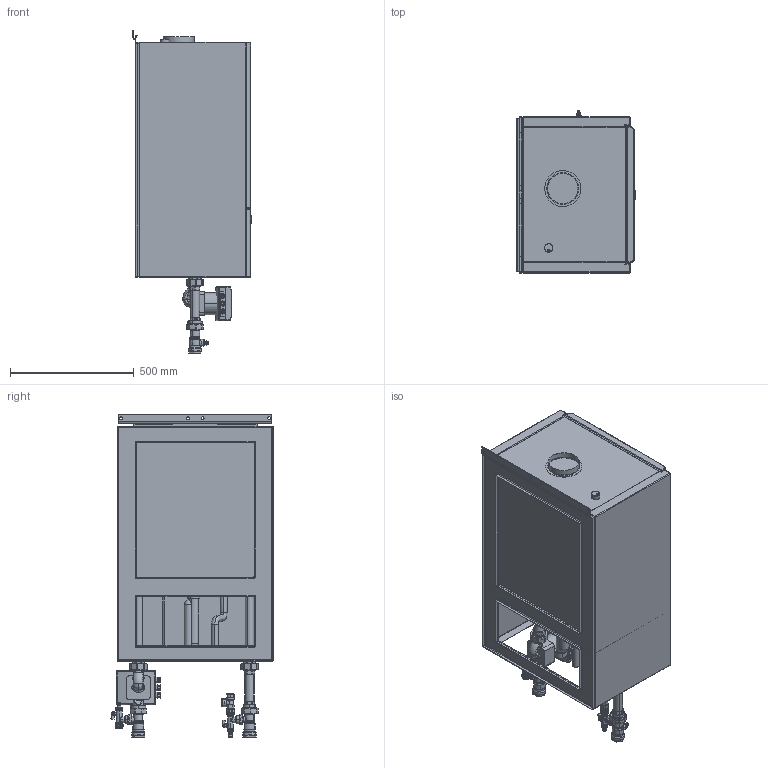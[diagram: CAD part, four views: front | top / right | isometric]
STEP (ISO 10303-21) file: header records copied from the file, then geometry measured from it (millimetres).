
FILE_DESCRIPTION(('CATIA V5 STEP Exchange'),'2;1');
FILE_NAME('5-TopGas (35-60).stp','2014-04-04T11:35:14+00:00',('N.N.'),('Hovalwerke AG FL-9490 Vaduz'),'CATIA Version 5 Release 20 SP 7 (IN-10)','CATIA V5 STEP AP203','none');
FILE_SCHEMA(('CONFIG_CONTROL_DESIGN'));
Products named in the file (7): 4212974_TG (35-60) Planerdaten 3D CSM_10468338_C85_000_00; 6012954; 6020514; 6012948; 6012948_V01; 240499; 6012948_V02
Assembly tree (37 placements, depth 6):
  4212974_TG (35-60) Planerdaten 3D CSM_10468338_C85_000_00
    6012954
      #66
      #13301
      #13324  x2
      #14494  x2
    6020514
      6012948
        6012948_V01
          #15852
          #19686
          #19855
          #30191
          #33620
          #34901
          240499
            #35078
            #38573
            #39575
            #42620
            #42728
            #43561
          #43597
          #44435
          #44956
          #45911
        6012948_V02
          #19855
          #30191
          #19686
          #33620
          #34901
          240499
            #35078
            #38573
            #39575
            #42620
            #42728
            #43561
          #43597
    #50981
    #51817
Bounding box: 477.2 x 655.7 x 1304 mm (x, y, z)
Volume: 214764209.4 mm3; surface area: 4302299 mm2
Topology: 53 solids, 53 shells, 2550 faces, 6220 edges, 3749 vertices
Faces by surface type: cylinder 889, plane 700, cone 357, bspline 276, torus 218, sphere 103, revolution 7
Entity records: 65624 total; most frequent: CARTESIAN_POINT 27080, ORIENTED_EDGE 8778, DIRECTION 5944, EDGE_CURVE 4389, AXIS2_PLACEMENT_3D 2947, VERTEX_POINT 2708, EDGE_LOOP 1963, ADVANCED_FACE 1817
